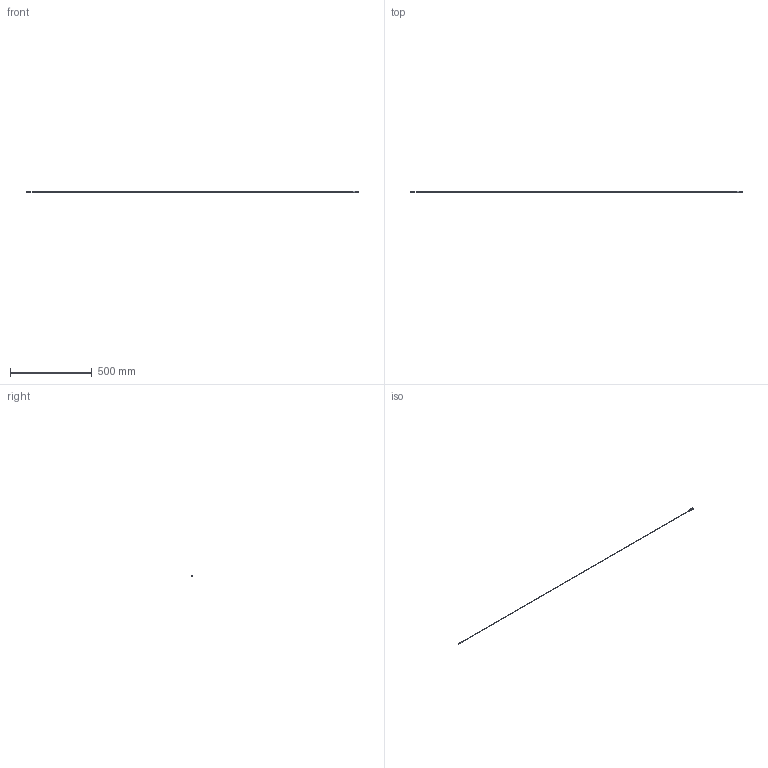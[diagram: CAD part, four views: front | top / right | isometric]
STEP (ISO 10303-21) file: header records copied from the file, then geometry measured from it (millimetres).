
FILE_DESCRIPTION( ( 'STEP AP214' ), '1' );
FILE_NAME( 'EPSSZT-040X030N200.step', '2018-08-20T07:59:02', ( ' ' ), ( ' ' ), 'XStep 1.0', ' ', ' ' );
FILE_SCHEMA( ( 'automotive_design' ) );
Length unit declared in the file: millimetre
Products named in the file (1): 1
Bounding box: 2030 x 9.78 x 9.78 mm (x, y, z)
Volume: 20196.7 mm3; surface area: 22961.8 mm2
Topology: 1 solids, 2 shells, 50 faces, 102 edges, 70 vertices
Faces by surface type: plane 28, cylinder 19, cone 3
Full cylindrical faces by diameter (mm): 2.5 x1, 2.8 x2, 3.4 x1, 3.6 x1, 3.8 x1, 4 x1, 4.35 x1, 5 x1, 5.1 x1, 5.9 x1, 6 x1, 7 x2, 7.2 x1, 9.1 x1, 9.8 x1
Entity records: 1556 total; most frequent: DIRECTION 216, CARTESIAN_POINT 181, ORIENTED_EDGE 142, AXIS2_PLACEMENT_3D 94, EDGE_LOOP 86, EDGE_CURVE 71, FACE_OUTER_BOUND 67, VERTEX_POINT 59
